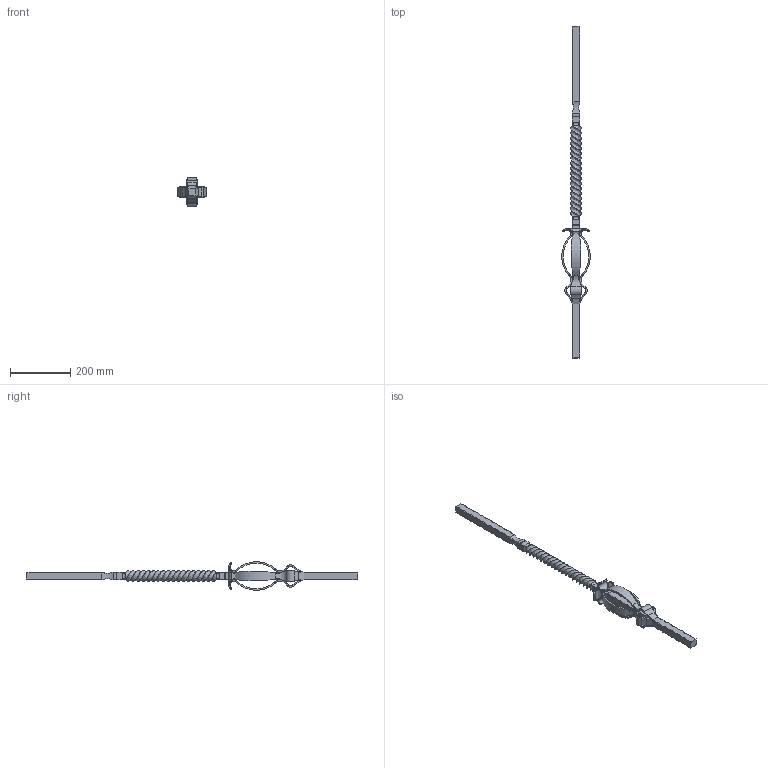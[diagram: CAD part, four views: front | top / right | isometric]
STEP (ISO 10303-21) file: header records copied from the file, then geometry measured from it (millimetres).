
FILE_DESCRIPTION (( 'STEP AP203' ), '1' );
FILE_NAME ('1012.STEP', '2024-07-26T10:30:41', ( '' ), ( '' ), 'SwSTEP 2.0', 'SolidWorks 2018', '' );
FILE_SCHEMA (( 'CONFIG_CONTROL_DESIGN' ));
Length unit declared in the file: millimetre
Products named in the file (1): 1012
Bounding box: 94.56 x 1100 x 94.56 mm (x, y, z)
Volume: 830649 mm3; surface area: 196693.2 mm2
Topology: 5 solids, 5 shells, 494 faces, 1515 edges, 872 vertices
Faces by surface type: plane 165, cylinder 128, bspline 103, torus 90, sphere 8
Entity records: 22666 total; most frequent: CARTESIAN_POINT 11169, ORIENTED_EDGE 2670, DIRECTION 1893, EDGE_CURVE 1335, VERTEX_POINT 872, VECTOR 693, LINE 693, AXIS2_PLACEMENT_3D 600
